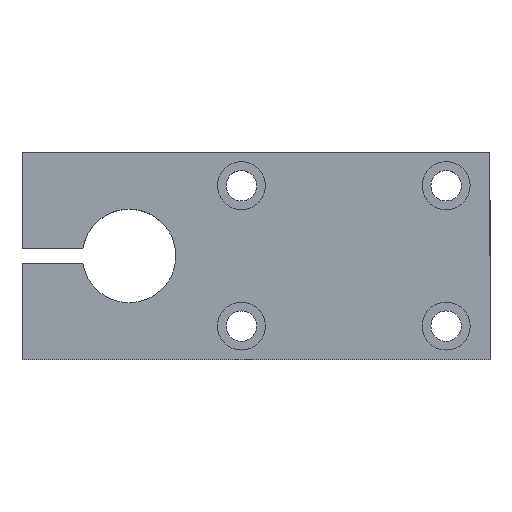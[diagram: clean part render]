
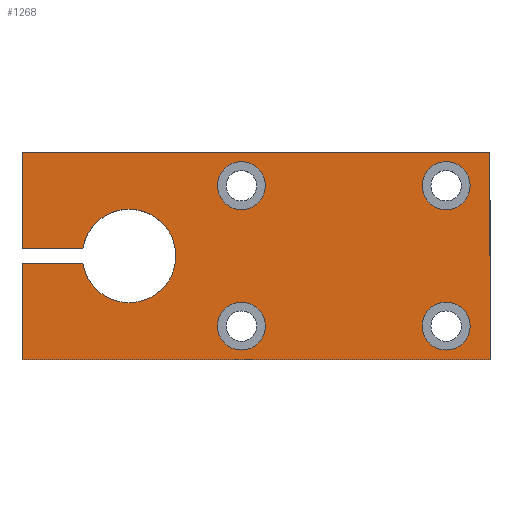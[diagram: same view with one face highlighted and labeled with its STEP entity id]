
A CAD part, top view. The second image highlights one B-rep face of the part: STEP entity #1268.
In plain terms, the highlighted planar face has unit normal (0, 0, 1).
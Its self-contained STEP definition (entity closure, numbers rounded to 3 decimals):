
#9 = DIRECTION ( 'NONE',  ( 1., 0., 0. ) ) ;
#21 = CARTESIAN_POINT ( 'NONE',  ( 0., 0., 22. ) ) ;
#28 = CARTESIAN_POINT ( 'NONE',  ( -7.902, 1.25, 22. ) ) ;
#30 = ORIENTED_EDGE ( 'NONE', *, *, #198, .F. ) ;
#40 = EDGE_CURVE ( 'NONE', #46, #1109, #616, .T. ) ;
#46 = VERTEX_POINT ( 'NONE', #214 ) ;
#48 = VERTEX_POINT ( 'NONE', #1021 ) ;
#67 = DIRECTION ( 'NONE',  ( 1., 0., 0. ) ) ;
#70 = LINE ( 'NONE', #116, #1029 ) ;
#74 = DIRECTION ( 'NONE',  ( -1., 0., 0. ) ) ;
#77 = CARTESIAN_POINT ( 'NONE',  ( 23.3, -12., 22. ) ) ;
#113 = CARTESIAN_POINT ( 'NONE',  ( 61.7, -17.75, 22. ) ) ;
#116 = CARTESIAN_POINT ( 'NONE',  ( 61.7, -15.75, 22. ) ) ;
#117 = CARTESIAN_POINT ( 'NONE',  ( -18.3, 17.75, 22. ) ) ;
#137 = DIRECTION ( 'NONE',  ( 1., 0., 0. ) ) ;
#161 = EDGE_CURVE ( 'NONE', #1330, #178, #509, .T. ) ;
#177 = DIRECTION ( 'NONE',  ( 0., 0., 1. ) ) ;
#178 = VERTEX_POINT ( 'NONE', #1160 ) ;
#198 = EDGE_CURVE ( 'NONE', #1279, #624, #839, .T. ) ;
#204 = LINE ( 'NONE', #1119, #1492 ) ;
#209 = AXIS2_PLACEMENT_3D ( 'NONE', #846, #591, #137 ) ;
#214 = CARTESIAN_POINT ( 'NONE',  ( 15.1, 12., 22. ) ) ;
#224 = AXIS2_PLACEMENT_3D ( 'NONE', #1531, #1053, #803 ) ;
#227 = EDGE_CURVE ( 'NONE', #1143, #237, #1267, .T. ) ;
#237 = VERTEX_POINT ( 'NONE', #973 ) ;
#244 = AXIS2_PLACEMENT_3D ( 'NONE', #1512, #433, #1500 ) ;
#264 = ORIENTED_EDGE ( 'NONE', *, *, #227, .T. ) ;
#269 = DIRECTION ( 'NONE',  ( 0., 0., 1. ) ) ;
#272 = CARTESIAN_POINT ( 'NONE',  ( 54.2, -12., 22. ) ) ;
#294 = CIRCLE ( 'NONE', #244, 4.1 ) ;
#302 = CIRCLE ( 'NONE', #224, 4.1 ) ;
#303 = DIRECTION ( 'NONE',  ( 1., 0., 0. ) ) ;
#309 = AXIS2_PLACEMENT_3D ( 'NONE', #272, #733, #1090 ) ;
#313 = CARTESIAN_POINT ( 'NONE',  ( -7.902, -1.25, 22. ) ) ;
#317 = CARTESIAN_POINT ( 'NONE',  ( 0., 0., 22. ) ) ;
#331 = CARTESIAN_POINT ( 'NONE',  ( 19.2, 12., 22. ) ) ;
#344 = AXIS2_PLACEMENT_3D ( 'NONE', #317, #1252, #778 ) ;
#350 = ORIENTED_EDGE ( 'NONE', *, *, #1157, .T. ) ;
#382 = DIRECTION ( 'NONE',  ( 1., 0., 0. ) ) ;
#387 = ORIENTED_EDGE ( 'NONE', *, *, #1396, .T. ) ;
#392 = ORIENTED_EDGE ( 'NONE', *, *, #1520, .F. ) ;
#415 = CARTESIAN_POINT ( 'NONE',  ( -18.3, 1.25, 22. ) ) ;
#433 = DIRECTION ( 'NONE',  ( 0., 0., 1. ) ) ;
#481 = CARTESIAN_POINT ( 'NONE',  ( 19.2, -12., 22. ) ) ;
#499 = EDGE_CURVE ( 'NONE', #624, #1279, #985, .T. ) ;
#509 = LINE ( 'NONE', #117, #783 ) ;
#512 = EDGE_LOOP ( 'NONE', ( #392, #1519 ) ) ;
#540 = CARTESIAN_POINT ( 'NONE',  ( 61.7, -17.75, 22. ) ) ;
#545 = FACE_BOUND ( 'NONE', #1238, .T. ) ;
#568 = DIRECTION ( 'NONE',  ( 0., 0., 1. ) ) ;
#572 = EDGE_LOOP ( 'NONE', ( #1521, #1061 ) ) ;
#582 = VECTOR ( 'NONE', #1004, 1000. ) ;
#591 = DIRECTION ( 'NONE',  ( 0., 0., 1. ) ) ;
#602 = AXIS2_PLACEMENT_3D ( 'NONE', #21, #726, #9 ) ;
#610 = CARTESIAN_POINT ( 'NONE',  ( 15.1, -12., 22. ) ) ;
#616 = CIRCLE ( 'NONE', #915, 4.1 ) ;
#617 = LINE ( 'NONE', #540, #582 ) ;
#624 = VERTEX_POINT ( 'NONE', #610 ) ;
#643 = ORIENTED_EDGE ( 'NONE', *, *, #730, .F. ) ;
#652 = CIRCLE ( 'NONE', #1533, 4.1 ) ;
#659 = CARTESIAN_POINT ( 'NONE',  ( -18.3, 17.75, 22. ) ) ;
#667 = FACE_BOUND ( 'NONE', #512, .T. ) ;
#702 = EDGE_CURVE ( 'NONE', #1330, #978, #204, .T. ) ;
#704 = DIRECTION ( 'NONE',  ( 0., 1., 0. ) ) ;
#726 = DIRECTION ( 'NONE',  ( 0., 0., -1. ) ) ;
#730 = EDGE_CURVE ( 'NONE', #1109, #46, #652, .T. ) ;
#733 = DIRECTION ( 'NONE',  ( 0., 0., 1. ) ) ;
#742 = EDGE_CURVE ( 'NONE', #1367, #1230, #617, .T. ) ;
#747 = LINE ( 'NONE', #415, #924 ) ;
#772 = FACE_OUTER_BOUND ( 'NONE', #1425, .T. ) ;
#776 = AXIS2_PLACEMENT_3D ( 'NONE', #481, #269, #382 ) ;
#778 = DIRECTION ( 'NONE',  ( 1., 0., 0. ) ) ;
#783 = VECTOR ( 'NONE', #936, 1000. ) ;
#784 = EDGE_CURVE ( 'NONE', #978, #1143, #747, .T. ) ;
#794 = ORIENTED_EDGE ( 'NONE', *, *, #40, .F. ) ;
#796 = VECTOR ( 'NONE', #1200, 1000. ) ;
#803 = DIRECTION ( 'NONE',  ( 1., 0., 0. ) ) ;
#808 = EDGE_CURVE ( 'NONE', #237, #1129, #1219, .T. ) ;
#822 = EDGE_CURVE ( 'NONE', #899, #48, #294, .T. ) ;
#838 = CARTESIAN_POINT ( 'NONE',  ( -18.3, -1.25, 22. ) ) ;
#839 = CIRCLE ( 'NONE', #776, 4.1 ) ;
#840 = FACE_BOUND ( 'NONE', #572, .T. ) ;
#846 = CARTESIAN_POINT ( 'NONE',  ( 19.2, -12., 22. ) ) ;
#880 = DIRECTION ( 'NONE',  ( 0., -1., 0. ) ) ;
#884 = CARTESIAN_POINT ( 'NONE',  ( -18.3, -17.75, 22. ) ) ;
#899 = VERTEX_POINT ( 'NONE', #1258 ) ;
#900 = CARTESIAN_POINT ( 'NONE',  ( 50.1, 12., 22. ) ) ;
#902 = DIRECTION ( 'NONE',  ( 1., 0., 0. ) ) ;
#903 = CARTESIAN_POINT ( 'NONE',  ( 58.3, 12., 22. ) ) ;
#915 = AXIS2_PLACEMENT_3D ( 'NONE', #331, #1375, #902 ) ;
#924 = VECTOR ( 'NONE', #67, 1000. ) ;
#936 = DIRECTION ( 'NONE',  ( 1., 0., 0. ) ) ;
#958 = CIRCLE ( 'NONE', #1198, 4.1 ) ;
#965 = EDGE_CURVE ( 'NONE', #1236, #1205, #302, .T. ) ;
#973 = CARTESIAN_POINT ( 'NONE',  ( -7.902, -1.25, 22. ) ) ;
#978 = VERTEX_POINT ( 'NONE', #1175 ) ;
#985 = CIRCLE ( 'NONE', #209, 4.1 ) ;
#999 = CARTESIAN_POINT ( 'NONE',  ( 19.2, 12., 22. ) ) ;
#1004 = DIRECTION ( 'NONE',  ( -1., 0., 0. ) ) ;
#1021 = CARTESIAN_POINT ( 'NONE',  ( 58.3, -12., 22. ) ) ;
#1026 = EDGE_CURVE ( 'NONE', #1205, #1236, #958, .T. ) ;
#1029 = VECTOR ( 'NONE', #704, 1000. ) ;
#1041 = ORIENTED_EDGE ( 'NONE', *, *, #742, .F. ) ;
#1049 = DIRECTION ( 'NONE',  ( 1., 0., 0. ) ) ;
#1053 = DIRECTION ( 'NONE',  ( 0., 0., 1. ) ) ;
#1061 = ORIENTED_EDGE ( 'NONE', *, *, #965, .F. ) ;
#1090 = DIRECTION ( 'NONE',  ( 1., 0., 0. ) ) ;
#1109 = VERTEX_POINT ( 'NONE', #1437 ) ;
#1115 = LINE ( 'NONE', #838, #796 ) ;
#1119 = CARTESIAN_POINT ( 'NONE',  ( -18.3, 15.75, 22. ) ) ;
#1129 = VERTEX_POINT ( 'NONE', #1315 ) ;
#1143 = VERTEX_POINT ( 'NONE', #28 ) ;
#1157 = EDGE_CURVE ( 'NONE', #1129, #1230, #1115, .T. ) ;
#1160 = CARTESIAN_POINT ( 'NONE',  ( 61.7, 17.75, 22. ) ) ;
#1175 = CARTESIAN_POINT ( 'NONE',  ( -18.3, 1.25, 22. ) ) ;
#1198 = AXIS2_PLACEMENT_3D ( 'NONE', #1278, #568, #1049 ) ;
#1200 = DIRECTION ( 'NONE',  ( 0., -1., 0. ) ) ;
#1205 = VERTEX_POINT ( 'NONE', #903 ) ;
#1219 = LINE ( 'NONE', #313, #1332 ) ;
#1230 = VERTEX_POINT ( 'NONE', #884 ) ;
#1236 = VERTEX_POINT ( 'NONE', #900 ) ;
#1238 = EDGE_LOOP ( 'NONE', ( #643, #794 ) ) ;
#1251 = ORIENTED_EDGE ( 'NONE', *, *, #702, .T. ) ;
#1252 = DIRECTION ( 'NONE',  ( 0., 0., 1. ) ) ;
#1258 = CARTESIAN_POINT ( 'NONE',  ( 50.1, -12., 22. ) ) ;
#1267 = CIRCLE ( 'NONE', #602, 8. ) ;
#1268 = ADVANCED_FACE ( 'NONE', ( #840, #545, #1304, #667, #772 ), #1479, .T. ) ;
#1278 = CARTESIAN_POINT ( 'NONE',  ( 54.2, 12., 22. ) ) ;
#1279 = VERTEX_POINT ( 'NONE', #77 ) ;
#1286 = EDGE_LOOP ( 'NONE', ( #30, #1452 ) ) ;
#1304 = FACE_BOUND ( 'NONE', #1286, .T. ) ;
#1315 = CARTESIAN_POINT ( 'NONE',  ( -18.3, -1.25, 22. ) ) ;
#1324 = ORIENTED_EDGE ( 'NONE', *, *, #784, .T. ) ;
#1330 = VERTEX_POINT ( 'NONE', #659 ) ;
#1332 = VECTOR ( 'NONE', #74, 1000. ) ;
#1333 = CIRCLE ( 'NONE', #309, 4.1 ) ;
#1367 = VERTEX_POINT ( 'NONE', #113 ) ;
#1375 = DIRECTION ( 'NONE',  ( 0., 0., 1. ) ) ;
#1396 = EDGE_CURVE ( 'NONE', #1367, #178, #70, .T. ) ;
#1425 = EDGE_LOOP ( 'NONE', ( #1251, #1324, #264, #1530, #350, #1041, #387, #1449 ) ) ;
#1437 = CARTESIAN_POINT ( 'NONE',  ( 23.3, 12., 22. ) ) ;
#1449 = ORIENTED_EDGE ( 'NONE', *, *, #161, .F. ) ;
#1452 = ORIENTED_EDGE ( 'NONE', *, *, #499, .F. ) ;
#1479 = PLANE ( 'NONE',  #344 ) ;
#1492 = VECTOR ( 'NONE', #880, 1000. ) ;
#1500 = DIRECTION ( 'NONE',  ( 1., 0., 0. ) ) ;
#1512 = CARTESIAN_POINT ( 'NONE',  ( 54.2, -12., 22. ) ) ;
#1519 = ORIENTED_EDGE ( 'NONE', *, *, #822, .F. ) ;
#1520 = EDGE_CURVE ( 'NONE', #48, #899, #1333, .T. ) ;
#1521 = ORIENTED_EDGE ( 'NONE', *, *, #1026, .F. ) ;
#1530 = ORIENTED_EDGE ( 'NONE', *, *, #808, .T. ) ;
#1531 = CARTESIAN_POINT ( 'NONE',  ( 54.2, 12., 22. ) ) ;
#1533 = AXIS2_PLACEMENT_3D ( 'NONE', #999, #177, #303 ) ;
